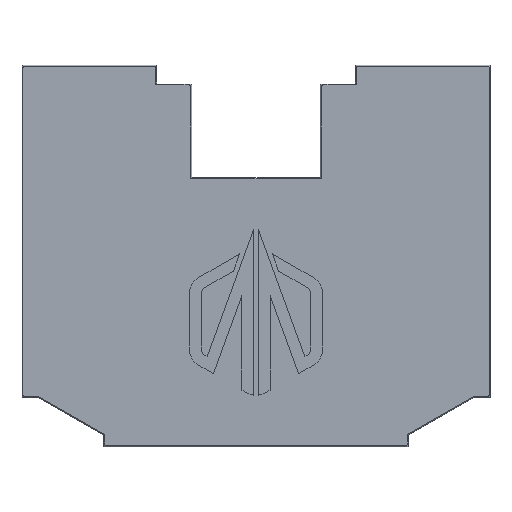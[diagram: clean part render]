
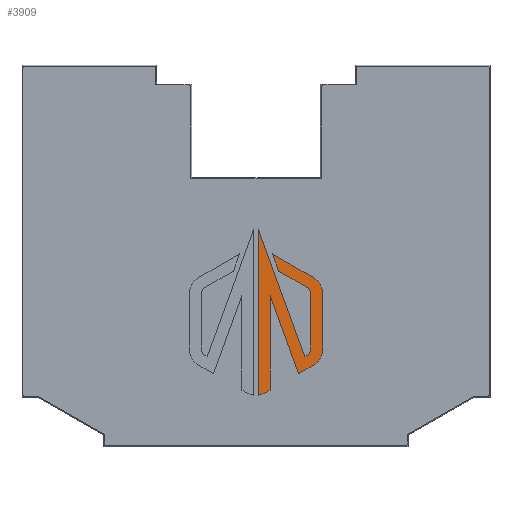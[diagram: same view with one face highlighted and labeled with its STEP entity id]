
A CAD part, top view. The second image highlights one B-rep face of the part: STEP entity #3909.
In plain terms, the highlighted face is planar.
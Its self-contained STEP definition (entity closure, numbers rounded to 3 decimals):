
#140=CIRCLE('',#4151,8.);
#142=CIRCLE('',#4155,8.);
#144=CIRCLE('',#4161,3.);
#146=CIRCLE('',#4165,3.);
#148=CIRCLE('',#4171,8.);
#353=FACE_OUTER_BOUND('',#591,.T.);
#591=EDGE_LOOP('',(#2660,#2661,#2662,#2663,#2664,#2665,#2666,#2667,#2668,
#2669,#2670,#2671,#2672,#2673,#2674,#2675,#2676));
#821=LINE('',#5839,#1219);
#825=LINE('',#5846,#1223);
#829=LINE('',#5858,#1227);
#833=LINE('',#5870,#1231);
#836=LINE('',#5876,#1234);
#839=LINE('',#5882,#1237);
#843=LINE('',#5894,#1241);
#847=LINE('',#5906,#1245);
#850=LINE('',#5912,#1248);
#852=LINE('',#5920,#1250);
#856=LINE('',#5932,#1254);
#858=LINE('',#5935,#1256);
#1219=VECTOR('',#4583,10.);
#1223=VECTOR('',#4589,10.);
#1227=VECTOR('',#4601,10.);
#1231=VECTOR('',#4613,10.);
#1234=VECTOR('',#4618,10.);
#1237=VECTOR('',#4623,10.);
#1241=VECTOR('',#4635,10.);
#1245=VECTOR('',#4647,10.);
#1248=VECTOR('',#4652,10.);
#1250=VECTOR('',#4656,10.);
#1254=VECTOR('',#4668,10.);
#1256=VECTOR('',#4672,10.);
#1617=VERTEX_POINT('',#5836);
#1618=VERTEX_POINT('',#5838);
#1620=VERTEX_POINT('',#5844);
#1622=VERTEX_POINT('',#5850);
#1624=VERTEX_POINT('',#5856);
#1626=VERTEX_POINT('',#5862);
#1628=VERTEX_POINT('',#5868);
#1630=VERTEX_POINT('',#5874);
#1632=VERTEX_POINT('',#5880);
#1634=VERTEX_POINT('',#5886);
#1636=VERTEX_POINT('',#5892);
#1638=VERTEX_POINT('',#5898);
#1640=VERTEX_POINT('',#5904);
#1642=VERTEX_POINT('',#5910);
#1644=VERTEX_POINT('',#5916);
#1646=VERTEX_POINT('',#5924);
#1648=VERTEX_POINT('',#5930);
#1985=EDGE_CURVE('',#1618,#1617,#821,.T.);
#1989=EDGE_CURVE('',#1620,#1617,#825,.T.);
#1992=EDGE_CURVE('',#1622,#1620,#140,.T.);
#1995=EDGE_CURVE('',#1624,#1622,#829,.T.);
#1998=EDGE_CURVE('',#1626,#1624,#142,.T.);
#2001=EDGE_CURVE('',#1628,#1626,#833,.T.);
#2004=EDGE_CURVE('',#1630,#1628,#836,.T.);
#2007=EDGE_CURVE('',#1630,#1632,#839,.T.);
#2010=EDGE_CURVE('',#1632,#1634,#144,.T.);
#2013=EDGE_CURVE('',#1634,#1636,#843,.T.);
#2016=EDGE_CURVE('',#1636,#1638,#146,.T.);
#2019=EDGE_CURVE('',#1638,#1640,#847,.T.);
#2022=EDGE_CURVE('',#1642,#1640,#850,.T.);
#2025=EDGE_CURVE('',#1642,#1644,#852,.T.);
#2028=EDGE_CURVE('',#1646,#1644,#148,.T.);
#2031=EDGE_CURVE('',#1648,#1646,#856,.T.);
#2033=EDGE_CURVE('',#1648,#1618,#858,.T.);
#2660=ORIENTED_EDGE('',*,*,#2033,.T.);
#2661=ORIENTED_EDGE('',*,*,#1985,.T.);
#2662=ORIENTED_EDGE('',*,*,#1989,.F.);
#2663=ORIENTED_EDGE('',*,*,#1992,.F.);
#2664=ORIENTED_EDGE('',*,*,#1995,.F.);
#2665=ORIENTED_EDGE('',*,*,#1998,.F.);
#2666=ORIENTED_EDGE('',*,*,#2001,.F.);
#2667=ORIENTED_EDGE('',*,*,#2004,.F.);
#2668=ORIENTED_EDGE('',*,*,#2007,.T.);
#2669=ORIENTED_EDGE('',*,*,#2010,.T.);
#2670=ORIENTED_EDGE('',*,*,#2013,.T.);
#2671=ORIENTED_EDGE('',*,*,#2016,.T.);
#2672=ORIENTED_EDGE('',*,*,#2019,.T.);
#2673=ORIENTED_EDGE('',*,*,#2022,.F.);
#2674=ORIENTED_EDGE('',*,*,#2025,.T.);
#2675=ORIENTED_EDGE('',*,*,#2028,.F.);
#2676=ORIENTED_EDGE('',*,*,#2031,.F.);
#3772=PLANE('',#4175);
#3909=ADVANCED_FACE('',(#353),#3772,.F.);
#4151=AXIS2_PLACEMENT_3D('',#5852,#4595,#4596);
#4155=AXIS2_PLACEMENT_3D('',#5864,#4607,#4608);
#4161=AXIS2_PLACEMENT_3D('',#5888,#4629,#4630);
#4165=AXIS2_PLACEMENT_3D('',#5900,#4641,#4642);
#4171=AXIS2_PLACEMENT_3D('',#5926,#4662,#4663);
#4175=AXIS2_PLACEMENT_3D('',#5937,#4675,#4676);
#4583=DIRECTION('',(-0.342,-0.94,0.));
#4589=DIRECTION('',(0.866,-0.5,0.));
#4595=DIRECTION('center_axis',(0.,0.,1.));
#4596=DIRECTION('ref_axis',(-1.,0.,0.));
#4601=DIRECTION('',(0.,-1.,0.));
#4607=DIRECTION('center_axis',(0.,0.,1.));
#4608=DIRECTION('ref_axis',(-0.5,0.866,0.));
#4613=DIRECTION('',(-0.866,-0.5,0.));
#4618=DIRECTION('',(0.342,0.94,0.));
#4623=DIRECTION('',(-0.866,-0.5,0.));
#4629=DIRECTION('center_axis',(0.,0.,1.));
#4630=DIRECTION('ref_axis',(-0.5,0.866,0.));
#4635=DIRECTION('',(0.,-1.,0.));
#4641=DIRECTION('center_axis',(0.,0.,1.));
#4642=DIRECTION('ref_axis',(-1.,0.,0.));
#4647=DIRECTION('',(0.866,-0.5,0.));
#4652=DIRECTION('',(-0.342,-0.94,0.));
#4656=DIRECTION('',(0.,-1.,0.));
#4662=DIRECTION('center_axis',(0.,0.,1.));
#4663=DIRECTION('ref_axis',(-0.5,-0.866,0.));
#4668=DIRECTION('',(0.866,-0.5,0.));
#4672=DIRECTION('',(0.,1.,0.));
#4675=DIRECTION('center_axis',(0.,0.,1.));
#4676=DIRECTION('ref_axis',(1.,0.,0.));
#5836=CARTESIAN_POINT('',(-18.175,-50.307,0.));
#5838=CARTESIAN_POINT('',(-6.,-16.856,0.));
#5839=CARTESIAN_POINT('',(-6.,-16.856,0.));
#5844=CARTESIAN_POINT('',(-24.456,-46.681,0.));
#5846=CARTESIAN_POINT('',(-24.456,-46.681,0.));
#5850=CARTESIAN_POINT('',(-28.456,-39.753,0.));
#5852=CARTESIAN_POINT('Origin',(-20.456,-39.753,0.));
#5856=CARTESIAN_POINT('',(-28.456,-16.132,0.));
#5858=CARTESIAN_POINT('',(-28.456,-16.132,0.));
#5862=CARTESIAN_POINT('',(-24.456,-9.204,0.));
#5864=CARTESIAN_POINT('Origin',(-20.456,-16.132,0.));
#5868=CARTESIAN_POINT('',(-6.995,0.877,0.));
#5870=CARTESIAN_POINT('',(-6.995,0.877,0.));
#5874=CARTESIAN_POINT('',(-9.655,-6.432,0.));
#5876=CARTESIAN_POINT('',(-9.655,-6.432,0.));
#5880=CARTESIAN_POINT('',(-21.956,-13.534,0.));
#5882=CARTESIAN_POINT('',(-9.655,-6.432,0.));
#5886=CARTESIAN_POINT('',(-23.456,-16.132,0.));
#5888=CARTESIAN_POINT('Origin',(-20.456,-16.132,0.));
#5892=CARTESIAN_POINT('',(-23.456,-39.753,0.));
#5894=CARTESIAN_POINT('',(-23.456,-16.132,0.));
#5898=CARTESIAN_POINT('',(-21.956,-42.351,0.));
#5900=CARTESIAN_POINT('Origin',(-20.456,-39.753,0.));
#5904=CARTESIAN_POINT('',(-20.835,-42.997,0.));
#5906=CARTESIAN_POINT('',(-21.956,-42.351,0.));
#5910=CARTESIAN_POINT('',(-1.,11.5,0.));
#5912=CARTESIAN_POINT('',(-1.,11.5,0.));
#5916=CARTESIAN_POINT('',(-1.,-59.5,0.));
#5920=CARTESIAN_POINT('',(-1.,11.5,0.));
#5924=CARTESIAN_POINT('',(-4.,-58.491,0.));
#5926=CARTESIAN_POINT('Origin',(0.,-51.563,
0.));
#5930=CARTESIAN_POINT('',(-6.,-57.336,0.));
#5932=CARTESIAN_POINT('',(-6.,-57.336,0.));
#5935=CARTESIAN_POINT('',(-6.,-57.336,0.));
#5937=CARTESIAN_POINT('Origin',(-14.728,-24.,0.));
